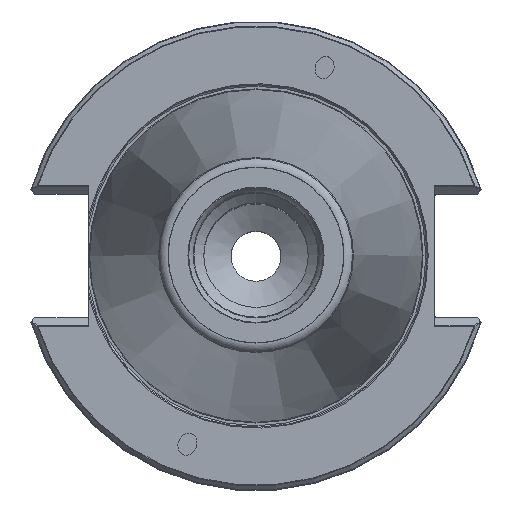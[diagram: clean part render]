
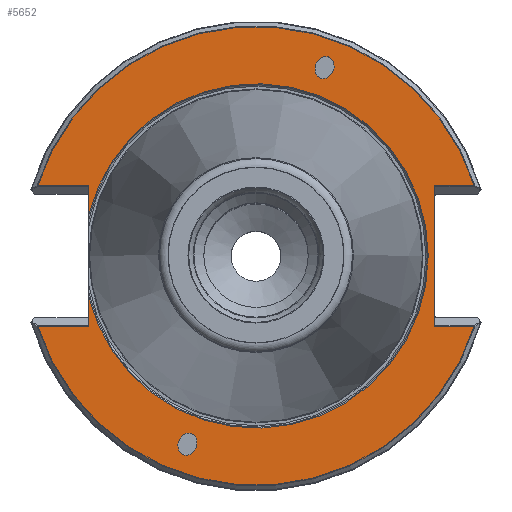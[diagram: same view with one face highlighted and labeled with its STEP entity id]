
A CAD part, top view. The second image highlights one B-rep face of the part: STEP entity #5652.
In plain terms, the highlighted planar face has unit normal (0, 0, 1).
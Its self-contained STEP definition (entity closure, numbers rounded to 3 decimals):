
#28=ELLIPSE('',#6041,2.381,1.95);
#29=ELLIPSE('',#6043,2.381,1.95);
#206=LINE('',#8759,#412);
#208=LINE('',#8763,#414);
#224=LINE('',#8829,#430);
#225=LINE('',#8831,#431);
#226=LINE('',#8832,#432);
#227=LINE('',#8834,#433);
#228=LINE('',#8835,#434);
#412=VECTOR('',#7039,1000.);
#414=VECTOR('',#7043,1000.);
#430=VECTOR('',#7091,1000.);
#431=VECTOR('',#7092,1000.);
#432=VECTOR('',#7093,1000.);
#433=VECTOR('',#7094,1000.);
#434=VECTOR('',#7095,1000.);
#685=PLANE('',#6076);
#1721=ORIENTED_EDGE('',*,*,#2266,.F.);
#1722=ORIENTED_EDGE('',*,*,#2265,.F.);
#1723=ORIENTED_EDGE('',*,*,#2325,.F.);
#1724=ORIENTED_EDGE('',*,*,#2269,.T.);
#1725=ORIENTED_EDGE('',*,*,#2297,.T.);
#1726=ORIENTED_EDGE('',*,*,#2326,.T.);
#1727=ORIENTED_EDGE('',*,*,#2299,.F.);
#1728=ORIENTED_EDGE('',*,*,#2277,.T.);
#1729=ORIENTED_EDGE('',*,*,#2327,.T.);
#1730=ORIENTED_EDGE('',*,*,#2328,.T.);
#1731=ORIENTED_EDGE('',*,*,#2322,.F.);
#1732=ORIENTED_EDGE('',*,*,#2329,.T.);
#2265=EDGE_CURVE('',#2684,#2684,#28,.T.);
#2266=EDGE_CURVE('',#2685,#2685,#29,.T.);
#2269=EDGE_CURVE('',#2688,#2687,#2893,.T.);
#2277=EDGE_CURVE('',#2693,#2692,#2894,.T.);
#2297=EDGE_CURVE('',#2687,#2706,#206,.T.);
#2299=EDGE_CURVE('',#2693,#2707,#208,.T.);
#2322=EDGE_CURVE('',#2723,#2724,#2899,.T.);
#2325=EDGE_CURVE('',#2688,#2725,#224,.T.);
#2326=EDGE_CURVE('',#2706,#2707,#225,.T.);
#2327=EDGE_CURVE('',#2692,#2726,#226,.T.);
#2328=EDGE_CURVE('',#2726,#2724,#227,.T.);
#2329=EDGE_CURVE('',#2723,#2725,#228,.T.);
#2684=VERTEX_POINT('',#8670);
#2685=VERTEX_POINT('',#8673);
#2687=VERTEX_POINT('',#8684);
#2688=VERTEX_POINT('',#8686);
#2692=VERTEX_POINT('',#8709);
#2693=VERTEX_POINT('',#8711);
#2706=VERTEX_POINT('',#8760);
#2707=VERTEX_POINT('',#8764);
#2723=VERTEX_POINT('',#8818);
#2724=VERTEX_POINT('',#8819);
#2725=VERTEX_POINT('',#8830);
#2726=VERTEX_POINT('',#8833);
#2893=CIRCLE('',#6045,48.363);
#2894=CIRCLE('',#6049,48.363);
#2899=CIRCLE('',#6075,36.2);
#3236=EDGE_LOOP('',(#1721));
#3237=EDGE_LOOP('',(#1722));
#3238=EDGE_LOOP('',(#1723,#1724,#1725,#1726,#1727,#1728,#1729,#1730,#1731,
#1732));
#3598=FACE_BOUND('',#3236,.T.);
#3599=FACE_BOUND('',#3237,.T.);
#3600=FACE_BOUND('',#3238,.T.);
#5652=ADVANCED_FACE('',(#3598,#3599,#3600),#685,.T.);
#6041=AXIS2_PLACEMENT_3D('',#8669,#6984,#6985);
#6043=AXIS2_PLACEMENT_3D('',#8672,#6988,#6989);
#6045=AXIS2_PLACEMENT_3D('',#8685,#6992,#6993);
#6049=AXIS2_PLACEMENT_3D('',#8710,#7004,#7005);
#6075=AXIS2_PLACEMENT_3D('',#8817,#7087,#7088);
#6076=AXIS2_PLACEMENT_3D('',#8828,#7089,#7090);
#6984=DIRECTION('',(0.,0.,1.));
#6985=DIRECTION('',(-0.342,-0.94,0.));
#6988=DIRECTION('',(0.,0.,1.));
#6989=DIRECTION('',(0.342,0.94,0.));
#6992=DIRECTION('',(0.,0.,1.));
#6993=DIRECTION('',(1.,0.,0.));
#7004=DIRECTION('',(0.,0.,1.));
#7005=DIRECTION('',(1.,0.,0.));
#7039=DIRECTION('',(-1.,0.,0.));
#7043=DIRECTION('',(-1.,0.,0.));
#7087=DIRECTION('',(0.,0.,1.));
#7088=DIRECTION('',(1.,0.,0.));
#7089=DIRECTION('',(0.,0.,1.));
#7090=DIRECTION('',(1.,0.,0.));
#7091=DIRECTION('',(1.,0.,0.));
#7092=DIRECTION('',(0.,1.,0.));
#7093=DIRECTION('',(1.,0.,0.));
#7094=DIRECTION('',(0.,-1.,0.));
#7095=DIRECTION('',(0.,-1.,0.));
#8669=CARTESIAN_POINT('',(14.413,39.599,-1.3));
#8670=CARTESIAN_POINT('',(13.599,37.362,-1.3));
#8672=CARTESIAN_POINT('',(-14.413,-39.599,-1.3));
#8673=CARTESIAN_POINT('',(-13.599,-37.362,-1.3));
#8684=CARTESIAN_POINT('',(46.025,-14.855,-1.3));
#8685=CARTESIAN_POINT('',(0.,0.,-1.3));
#8686=CARTESIAN_POINT('',(-46.025,-14.855,-1.3));
#8709=CARTESIAN_POINT('',(-46.025,14.855,-1.3));
#8710=CARTESIAN_POINT('',(0.,0.,-1.3));
#8711=CARTESIAN_POINT('',(46.025,14.855,-1.3));
#8759=CARTESIAN_POINT('',(231.047,-14.855,-1.3));
#8760=CARTESIAN_POINT('',(37.57,-14.855,-1.3));
#8763=CARTESIAN_POINT('',(231.047,14.855,-1.3));
#8764=CARTESIAN_POINT('',(37.57,14.855,-1.3));
#8817=CARTESIAN_POINT('',(0.,0.,-1.3));
#8818=CARTESIAN_POINT('',(-35.16,-8.615,-1.3));
#8819=CARTESIAN_POINT('',(-35.16,8.615,-1.3));
#8828=CARTESIAN_POINT('',(36.2,0.,-1.3));
#8829=CARTESIAN_POINT('',(-228.637,-14.855,-1.3));
#8830=CARTESIAN_POINT('',(-35.16,-14.855,-1.3));
#8831=CARTESIAN_POINT('',(37.57,0.,-1.3));
#8832=CARTESIAN_POINT('',(-228.637,14.855,-1.3));
#8833=CARTESIAN_POINT('',(-35.16,14.855,-1.3));
#8834=CARTESIAN_POINT('',(-35.16,0.,-1.3));
#8835=CARTESIAN_POINT('',(-35.16,0.,-1.3));
